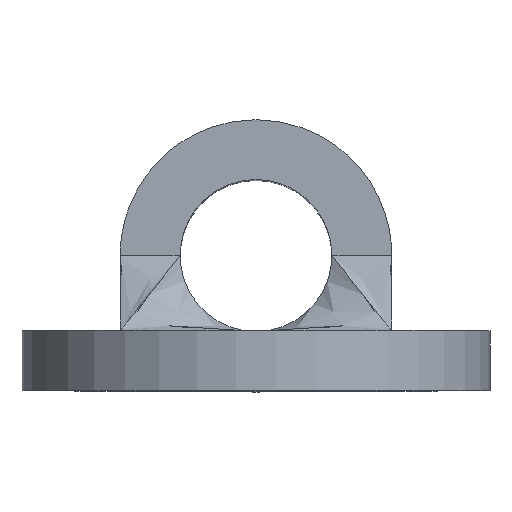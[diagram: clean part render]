
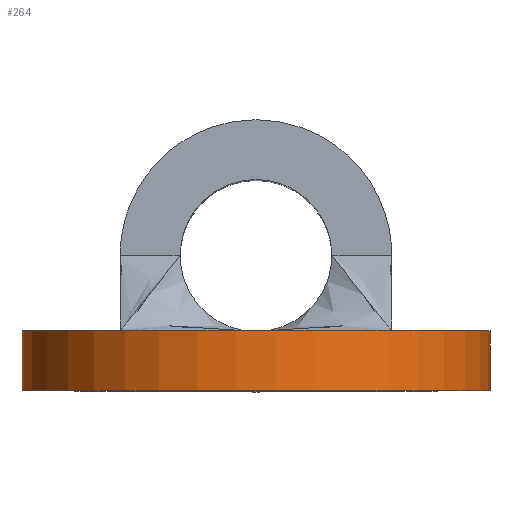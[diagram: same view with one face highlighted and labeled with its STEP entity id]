
A CAD part, top view. The second image highlights one B-rep face of the part: STEP entity #264.
In plain terms, the highlighted cylindrical face has radius 3.175 mm (diameter 6.35 mm), a partial arc.
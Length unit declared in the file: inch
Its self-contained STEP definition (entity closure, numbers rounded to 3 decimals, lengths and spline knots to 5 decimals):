
#57 = CARTESIAN_POINT ( 'NONE',  ( 0.10637, -0.0405, 0.42434 ) ) ;
#58 = DIRECTION ( 'NONE',  ( 0., -1., 0. ) ) ;
#59 = VECTOR ( 'NONE', #58, 39.37008 ) ;
#60 = CARTESIAN_POINT ( 'NONE',  ( 0.10637, -0.0405, 0.42434 ) ) ;
#66 = LINE ( 'NONE', #60, #59 ) ;
#90 = ORIENTED_EDGE ( 'NONE', *, *, #249, .T. ) ;
#91 = EDGE_CURVE ( 'NONE', #250, #114, #728, .T. ) ;
#112 = ORIENTED_EDGE ( 'NONE', *, *, #113, .F. ) ;
#113 = EDGE_CURVE ( 'NONE', #114, #266, #66, .T. ) ;
#114 = VERTEX_POINT ( 'NONE', #57 ) ;
#115 = ORIENTED_EDGE ( 'NONE', *, *, #91, .F. ) ;
#249 = EDGE_CURVE ( 'NONE', #250, #258, #473, .T. ) ;
#250 = VERTEX_POINT ( 'NONE', #469 ) ;
#258 = VERTEX_POINT ( 'NONE', #520 ) ;
#260 = ORIENTED_EDGE ( 'NONE', *, *, #261, .T. ) ;
#261 = EDGE_CURVE ( 'NONE', #258, #266, #518, .T. ) ;
#264 = ADVANCED_FACE ( 'NONE', ( #519 ), #513, .T. ) ;
#265 = EDGE_LOOP ( 'NONE', ( #260, #112, #115, #90 ) ) ;
#266 = VERTEX_POINT ( 'NONE', #512 ) ;
#469 = CARTESIAN_POINT ( 'NONE',  ( -0.10637, -0.0405, 0.42434 ) ) ;
#470 = DIRECTION ( 'NONE',  ( 0., -1., 0. ) ) ;
#471 = VECTOR ( 'NONE', #470, 39.37008 ) ;
#472 = CARTESIAN_POINT ( 'NONE',  ( -0.10637, -0.0405, 0.42434 ) ) ;
#473 = LINE ( 'NONE', #472, #471 ) ;
#508 = DIRECTION ( 'NONE',  ( 0., 0., -1. ) ) ;
#509 = DIRECTION ( 'NONE',  ( 0., -1., 0. ) ) ;
#510 = CARTESIAN_POINT ( 'NONE',  ( 0., -0.0405, 0.49 ) ) ;
#511 = AXIS2_PLACEMENT_3D ( 'NONE', #510, #509, #508 ) ;
#512 = CARTESIAN_POINT ( 'NONE',  ( 0.10637, -0.0725, 0.42434 ) ) ;
#513 = CYLINDRICAL_SURFACE ( 'NONE', #511, 0.125 ) ;
#514 = DIRECTION ( 'NONE',  ( 0., 0., -1. ) ) ;
#515 = DIRECTION ( 'NONE',  ( 0., 1., 0. ) ) ;
#516 = CARTESIAN_POINT ( 'NONE',  ( 0., -0.0725, 0.49 ) ) ;
#517 = AXIS2_PLACEMENT_3D ( 'NONE', #516, #515, #514 ) ;
#518 = CIRCLE ( 'NONE', #517, 0.125 ) ;
#519 = FACE_OUTER_BOUND ( 'NONE', #265, .T. ) ;
#520 = CARTESIAN_POINT ( 'NONE',  ( -0.10637, -0.0725, 0.42434 ) ) ;
#721 = DIRECTION ( 'NONE',  ( 0., 0., -1. ) ) ;
#722 = DIRECTION ( 'NONE',  ( 0., 1., 0. ) ) ;
#723 = CARTESIAN_POINT ( 'NONE',  ( 0., -0.0405, 0.49 ) ) ;
#724 = AXIS2_PLACEMENT_3D ( 'NONE', #723, #722, #721 ) ;
#728 = CIRCLE ( 'NONE', #724, 0.125 ) ;
